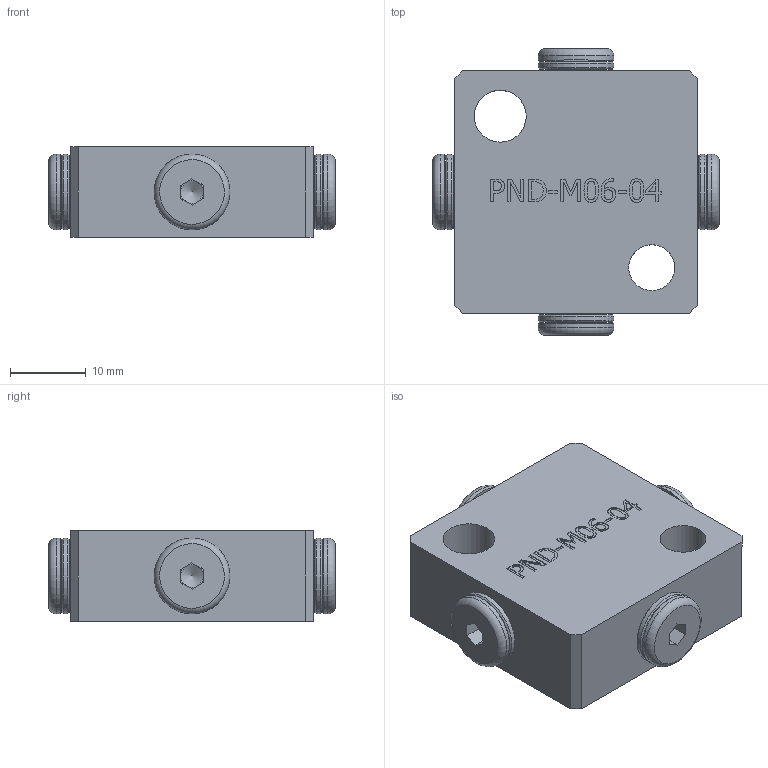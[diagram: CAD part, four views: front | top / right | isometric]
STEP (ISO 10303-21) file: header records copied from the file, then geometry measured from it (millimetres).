
FILE_DESCRIPTION(/* description */ (''),/* implementation_level */ '2;1');
FILE_NAME(/* name */ 'PND-M06-04.stp',/* time_stamp */ '2025-01-06T16:40:52-03:00',/* author */ ('Jefferson'),/* organization */ (''),/* preprocessor_version */ 'ST-DEVELOPER v19',/* originating_system */ 'Autodesk Inventor 2023',/* authorisation */ '');
FILE_SCHEMA (('AUTOMOTIVE_DESIGN { 1 0 10303 214 3 1 1 }'));
Length unit declared in the file: millimetre
Products named in the file (4): PND-M06-04; PND-M06-04_1; DNK-0080; PNK-M06-AV
Assembly tree (9 placements, depth 2):
  PND-M06-04
    PND-M06-04_1
    DNK-0080  x4
    PNK-M06-AV  x4
Bounding box: 37.84 x 37.84 x 12 mm (x, y, z)
Volume: 11463.5 mm3; surface area: 6758.6 mm2
Topology: 9 solids, 9 shells, 296 faces, 709 edges, 457 vertices
Faces by surface type: plane 163, bspline 59, cylinder 34, cone 28, torus 12
Full cylindrical faces by diameter (mm): 4.7 x4, 4.917 x4, 5.6 x4, 6 x4, 6.071 x1, 6.7 x8, 6.857 x1, 10 x8
Entity records: 6261 total; most frequent: CARTESIAN_POINT 1764, ORIENTED_EDGE 960, DIRECTION 698, EDGE_CURVE 480, VERTEX_POINT 316, LINE 310, VECTOR 310, EDGE_LOOP 218
